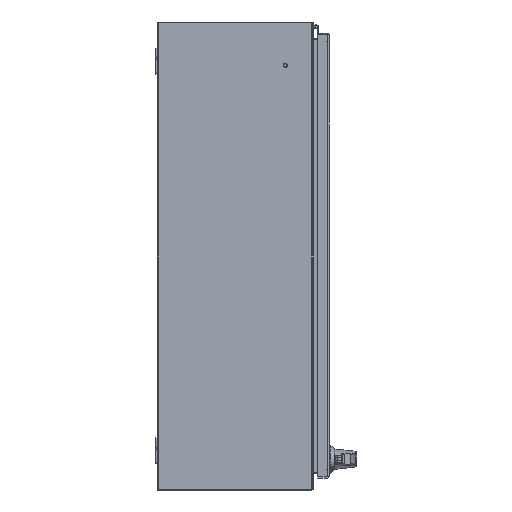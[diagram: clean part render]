
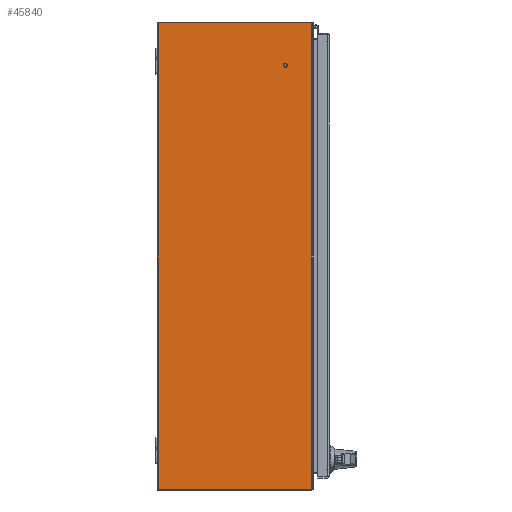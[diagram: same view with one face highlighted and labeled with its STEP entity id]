
A CAD part, front view. The second image highlights one B-rep face of the part: STEP entity #45840.
In plain terms, the highlighted face is planar.
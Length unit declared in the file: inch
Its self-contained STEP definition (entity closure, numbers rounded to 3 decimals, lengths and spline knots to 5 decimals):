
#4504 = VERTEX_POINT ( 'NONE', #19338 ) ;
#6074 = EDGE_LOOP ( 'NONE', ( #55392, #71193, #110687, #82021 ) ) ;
#7602 = EDGE_CURVE ( 'NONE', #70935, #99417, #87000, .T. ) ;
#10219 = VECTOR ( 'NONE', #33919, 39.37008 ) ;
#12934 = LINE ( 'NONE', #75800, #25035 ) ;
#14343 = DIRECTION ( 'NONE',  ( 0., -1., 0. ) ) ;
#16658 = CARTESIAN_POINT ( 'NONE',  ( 17.928, -0.072, -21. ) ) ;
#19338 = CARTESIAN_POINT ( 'NONE',  ( -17.928, -0.108, -21. ) ) ;
#25035 = VECTOR ( 'NONE', #49481, 39.37008 ) ;
#31442 = AXIS2_PLACEMENT_3D ( 'NONE', #82019, #65822, #14343 ) ;
#33919 = DIRECTION ( 'NONE',  ( 0., -1., 0. ) ) ;
#36087 = VECTOR ( 'NONE', #47437, 39.37008 ) ;
#45840 = ADVANCED_FACE ( 'NONE', ( #84775 ), #91428, .F. ) ;
#47437 = DIRECTION ( 'NONE',  ( -1., 0., 0. ) ) ;
#49481 = DIRECTION ( 'NONE',  ( 0., 1., 0. ) ) ;
#55325 = VECTOR ( 'NONE', #110794, 39.37008 ) ;
#55392 = ORIENTED_EDGE ( 'NONE', *, *, #67951, .F. ) ;
#58956 = LINE ( 'NONE', #65095, #36087 ) ;
#65095 = CARTESIAN_POINT ( 'NONE',  ( 17.928, -0.108, -21. ) ) ;
#65822 = DIRECTION ( 'NONE',  ( 0., 0., 1. ) ) ;
#67951 = EDGE_CURVE ( 'NONE', #83066, #99417, #76987, .T. ) ;
#70935 = VERTEX_POINT ( 'NONE', #111595 ) ;
#71193 = ORIENTED_EDGE ( 'NONE', *, *, #93336, .T. ) ;
#72399 = CARTESIAN_POINT ( 'NONE',  ( -17.928, -11.892, -21. ) ) ;
#75800 = CARTESIAN_POINT ( 'NONE',  ( -17.928, -0.072, -21. ) ) ;
#76987 = LINE ( 'NONE', #84868, #55325 ) ;
#82019 = CARTESIAN_POINT ( 'NONE',  ( -17.928, 0., -21. ) ) ;
#82021 = ORIENTED_EDGE ( 'NONE', *, *, #7602, .T. ) ;
#83066 = VERTEX_POINT ( 'NONE', #72399 ) ;
#83741 = CARTESIAN_POINT ( 'NONE',  ( 17.928, -11.892, -21. ) ) ;
#84775 = FACE_OUTER_BOUND ( 'NONE', #6074, .T. ) ;
#84868 = CARTESIAN_POINT ( 'NONE',  ( -17.928, -11.892, -21. ) ) ;
#86195 = EDGE_CURVE ( 'NONE', #70935, #4504, #58956, .T. ) ;
#87000 = LINE ( 'NONE', #16658, #10219 ) ;
#91428 = PLANE ( 'NONE',  #31442 ) ;
#93336 = EDGE_CURVE ( 'NONE', #83066, #4504, #12934, .T. ) ;
#99417 = VERTEX_POINT ( 'NONE', #83741 ) ;
#110687 = ORIENTED_EDGE ( 'NONE', *, *, #86195, .F. ) ;
#110794 = DIRECTION ( 'NONE',  ( 1., 0., 0. ) ) ;
#111595 = CARTESIAN_POINT ( 'NONE',  ( 17.928, -0.108, -21. ) ) ;
